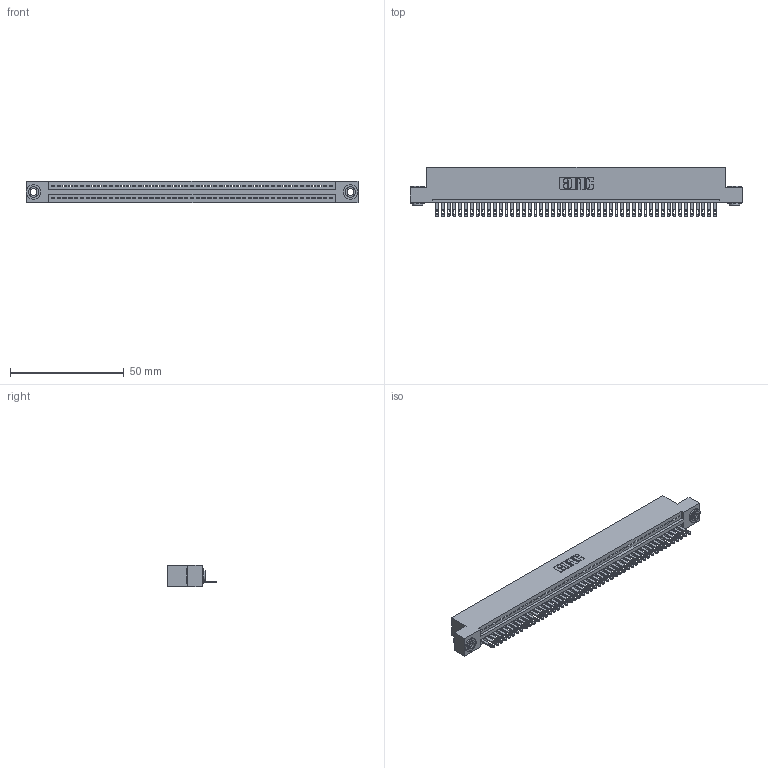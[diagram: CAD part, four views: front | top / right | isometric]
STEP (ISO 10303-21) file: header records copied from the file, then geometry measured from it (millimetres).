
FILE_DESCRIPTION (( 'STEP AP203' ), '1' );
FILE_NAME ('345-049-500-103.STEP', '2018-09-12T12:17:52', ( '' ), ( '' ), 'SwSTEP 2.0', 'SolidWorks 2016', '' );
FILE_SCHEMA (( 'CONFIG_CONTROL_DESIGN' ));
Length unit declared in the file: inch
Products named in the file (4): 345 Part_Flush Mounting Lugs - 0.156 Dia-TH; 345-292-001_345-293-100; 345-250-002_345-250-002-102; 345-049-500-103
Assembly tree (52 placements, depth 2):
  345-049-500-103
    345 Part_Flush Mounting Lugs - 0.156 Dia-TH
    345-292-001_345-293-100  x49
    345-250-002_345-250-002-102  x2
Bounding box: 145.67 x 21.51 x 9.4 mm (x, y, z)
Volume: 13942.9 mm3; surface area: 18948.5 mm2
Topology: 52 solids, 52 shells, 2810 faces, 8649 edges, 5762 vertices
Faces by surface type: plane 1756, cylinder 1046, cone 8
Entity records: 36516 total; most frequent: CARTESIAN_POINT 6302, ORIENTED_EDGE 6278, DIRECTION 5527, EDGE_CURVE 3139, LINE 2783, VECTOR 2783, VERTEX_POINT 2090, AXIS2_PLACEMENT_3D 1372
